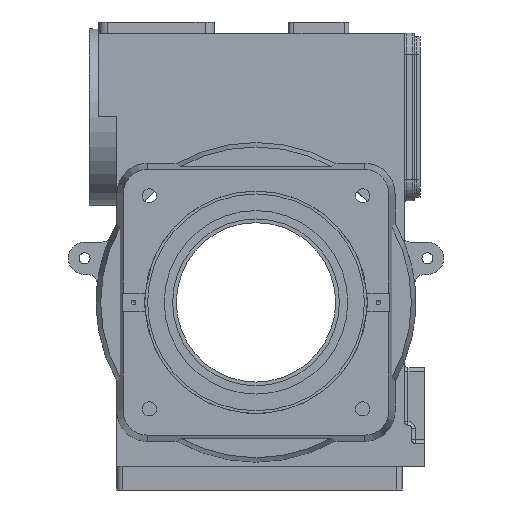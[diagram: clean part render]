
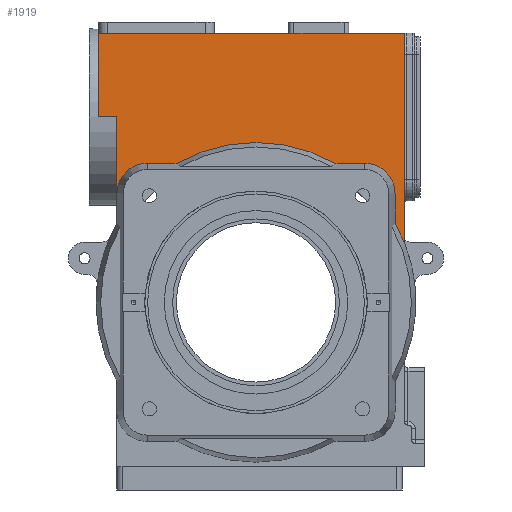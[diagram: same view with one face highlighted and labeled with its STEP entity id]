
A CAD part, left-side view. The second image highlights one B-rep face of the part: STEP entity #1919.
In plain terms, the highlighted planar face has unit normal (-1, 0, 0).
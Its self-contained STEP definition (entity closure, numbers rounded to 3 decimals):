
#1919=ADVANCED_FACE('',(#6207),#6209,.T.);
#6207=FACE_BOUND('',#6208,.T.);
#6208=EDGE_LOOP('',(#9083,#9084,#9085,#9086,#9087,#9088,#9089,#9090,#9091,#9092,
#9093,#9094));
#6209=PLANE('',#6210);
#6210=AXIS2_PLACEMENT_3D('',#6211,#6212,#6213);
#6211=CARTESIAN_POINT('',(-146.5,0.,0.));
#6212=DIRECTION('',(-1.,0.,0.));
#6213=DIRECTION('',(0.,-1.,0.));
#9083=ORIENTED_EDGE('',*,*,#10304,.T.);
#9084=ORIENTED_EDGE('',*,*,#10581,.T.);
#9085=ORIENTED_EDGE('',*,*,#10582,.T.);
#9086=ORIENTED_EDGE('',*,*,#10583,.T.);
#9087=ORIENTED_EDGE('',*,*,#10584,.T.);
#9088=ORIENTED_EDGE('',*,*,#10585,.T.);
#9089=ORIENTED_EDGE('',*,*,#10586,.T.);
#9090=ORIENTED_EDGE('',*,*,#10587,.T.);
#9091=ORIENTED_EDGE('',*,*,#10517,.T.);
#9092=ORIENTED_EDGE('',*,*,#10588,.T.);
#9093=ORIENTED_EDGE('',*,*,#10589,.T.);
#9094=ORIENTED_EDGE('',*,*,#10567,.T.);
#10304=EDGE_CURVE('',#11634,#11645,#11647,.T.);
#10517=EDGE_CURVE('',#12002,#12000,#12003,.T.);
#10567=EDGE_CURVE('',#12091,#11634,#12092,.T.);
#10581=EDGE_CURVE('',#11645,#12114,#12116,.F.);
#10582=EDGE_CURVE('',#12114,#12117,#12118,.T.);
#10583=EDGE_CURVE('',#12117,#12119,#12120,.F.);
#10584=EDGE_CURVE('',#12119,#12121,#12122,.T.);
#10585=EDGE_CURVE('',#12121,#12123,#12124,.F.);
#10586=EDGE_CURVE('',#12123,#12125,#12126,.T.);
#10587=EDGE_CURVE('',#12125,#12002,#12127,.F.);
#10588=EDGE_CURVE('',#12000,#12128,#12129,.T.);
#10589=EDGE_CURVE('',#12128,#12091,#12130,.T.);
#11634=VERTEX_POINT('',#15465);
#11645=VERTEX_POINT('',#15489);
#11647=LINE('',#15493,#15494);
#12000=VERTEX_POINT('',#17082);
#12002=VERTEX_POINT('',#17086);
#12003=LINE('',#17087,#17088);
#12091=VERTEX_POINT('',#17310);
#12092=LINE('',#17311,#17312);
#12114=VERTEX_POINT('',#17416);
#12116=CIRCLE('',#17420,32.5);
#12117=VERTEX_POINT('',#17424);
#12118=LINE('',#17425,#17426);
#12119=VERTEX_POINT('',#17428);
#12120=CIRCLE('',#17429,172.5);
#12121=VERTEX_POINT('',#17433);
#12122=LINE('',#17434,#17435);
#12123=VERTEX_POINT('',#17437);
#12124=CIRCLE('',#17438,32.5);
#12125=VERTEX_POINT('',#17442);
#12126=LINE('',#17443,#17444);
#12127=CIRCLE('',#17446,172.5);
#12128=VERTEX_POINT('',#17450);
#12129=LINE('',#17451,#17452);
#12130=LINE('',#17454,#17455);
#15465=CARTESIAN_POINT('',(-146.5,150.,200.));
#15489=CARTESIAN_POINT('',(-146.5,150.,117.5));
#15493=CARTESIAN_POINT('',(-146.5,150.,200.));
#15494=VECTOR('',#15495,1.);
#15495=DIRECTION('',(0.,0.,-1.));
#17082=CARTESIAN_POINT('',(-146.5,-160.,290.5));
#17086=CARTESIAN_POINT('',(-146.5,-160.,64.469));
#17087=CARTESIAN_POINT('',(-146.5,-160.,64.469));
#17088=VECTOR('',#17089,1.);
#17089=DIRECTION('',(0.,0.,1.));
#17310=CARTESIAN_POINT('',(-146.5,170.,200.));
#17311=CARTESIAN_POINT('',(-146.5,170.,200.));
#17312=VECTOR('',#17313,1.);
#17313=DIRECTION('',(0.,-1.,0.));
#17416=CARTESIAN_POINT('',(-146.5,117.5,150.));
#17420=AXIS2_PLACEMENT_3D('',#17421,#17422,#17423);
#17421=CARTESIAN_POINT('',(-146.5,117.5,117.5));
#17422=DIRECTION('',(-1.,0.,0.));
#17423=DIRECTION('',(0.,0.,1.));
#17424=CARTESIAN_POINT('',(-146.5,85.184,150.));
#17425=CARTESIAN_POINT('',(-146.5,117.5,150.));
#17426=VECTOR('',#17427,1.);
#17427=DIRECTION('',(0.,-1.,0.));
#17428=CARTESIAN_POINT('',(-146.5,-85.184,150.));
#17429=AXIS2_PLACEMENT_3D('',#17430,#17431,#17432);
#17430=CARTESIAN_POINT('',(-146.5,0.,0.));
#17431=DIRECTION('',(-1.,0.,0.));
#17432=DIRECTION('',(0.,-0.494,0.87));
#17433=CARTESIAN_POINT('',(-146.5,-117.5,150.));
#17434=CARTESIAN_POINT('',(-146.5,-85.184,150.));
#17435=VECTOR('',#17436,1.);
#17436=DIRECTION('',(0.,-1.,0.));
#17437=CARTESIAN_POINT('',(-146.5,-150.,117.5));
#17438=AXIS2_PLACEMENT_3D('',#17439,#17440,#17441);
#17439=CARTESIAN_POINT('',(-146.5,-117.5,117.5));
#17440=DIRECTION('',(-1.,0.,0.));
#17441=DIRECTION('',(0.,-1.,0.));
#17442=CARTESIAN_POINT('',(-146.5,-150.,85.184));
#17443=CARTESIAN_POINT('',(-146.5,-150.,117.5));
#17444=VECTOR('',#17445,1.);
#17445=DIRECTION('',(0.,0.,-1.));
#17446=AXIS2_PLACEMENT_3D('',#17447,#17448,#17449);
#17447=CARTESIAN_POINT('',(-146.5,0.,0.));
#17448=DIRECTION('',(-1.,0.,0.));
#17449=DIRECTION('',(0.,-0.928,0.374));
#17450=CARTESIAN_POINT('',(-146.5,170.,290.5));
#17451=CARTESIAN_POINT('',(-146.5,-160.,290.5));
#17452=VECTOR('',#17453,1.);
#17453=DIRECTION('',(0.,1.,0.));
#17454=CARTESIAN_POINT('',(-146.5,170.,290.5));
#17455=VECTOR('',#17456,1.);
#17456=DIRECTION('',(0.,0.,-1.));
